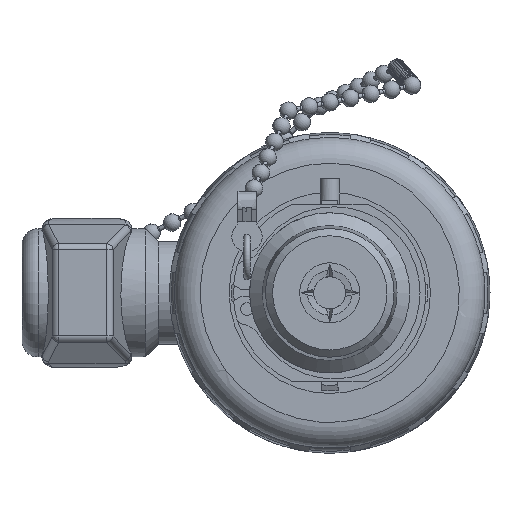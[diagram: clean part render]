
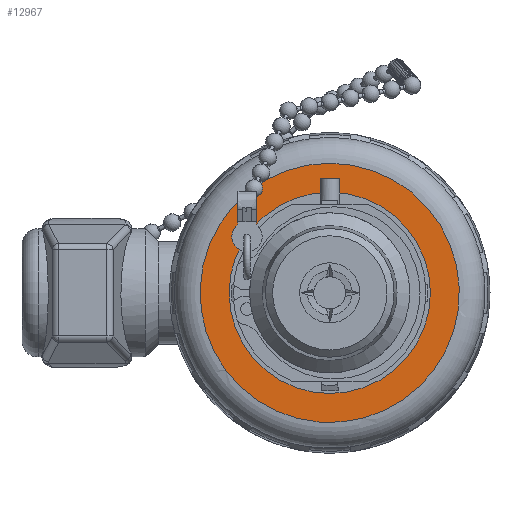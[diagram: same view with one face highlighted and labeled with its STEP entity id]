
A CAD part, left-side view. The second image highlights one B-rep face of the part: STEP entity #12967.
In plain terms, the highlighted planar face has unit normal (-1, 0, 0).
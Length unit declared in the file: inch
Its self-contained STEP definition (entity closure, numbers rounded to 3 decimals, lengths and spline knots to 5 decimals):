
#10763=CARTESIAN_POINT('',(-1.415,0.,0.785));
#10764=VERTEX_POINT('',#10763);
#10765=CARTESIAN_POINT('',(-1.415,0.,0.));
#10766=DIRECTION('',(-1.0,0.0,0.0));
#10767=DIRECTION('',(0.0,0.0,1.0));
#10768=AXIS2_PLACEMENT_3D('',#10765,#10766,#10767);
#10769=CIRCLE('',#10768,0.785);
#10770=EDGE_CURVE('',#10764,#10764,#10769,.T.);
#12948=CARTESIAN_POINT('',(-1.415,0.,0.998));
#12949=DIRECTION('',(-1.0,0.0,0.0));
#12950=DIRECTION('',(0.0,1.0,0.0));
#12951=AXIS2_PLACEMENT_3D('',#12948,#12949,#12950);
#12952=PLANE('',#12951);
#12953=CARTESIAN_POINT('',(-1.415,0.,1.011));
#12954=VERTEX_POINT('',#12953);
#12955=CARTESIAN_POINT('',(-1.415,0.,0.));
#12956=DIRECTION('',(1.0,0.0,0.0));
#12957=DIRECTION('',(0.0,0.0,-1.0));
#12958=AXIS2_PLACEMENT_3D('',#12955,#12956,#12957);
#12959=CIRCLE('',#12958,1.011);
#12960=EDGE_CURVE('',#12954,#12954,#12959,.T.);
#12961=ORIENTED_EDGE('',*,*,#12960,.F.);
#12962=EDGE_LOOP('',(#12961));
#12963=FACE_OUTER_BOUND('',#12962,.T.);
#12964=ORIENTED_EDGE('',*,*,#10770,.F.);
#12965=EDGE_LOOP('',(#12964));
#12966=FACE_BOUND('',#12965,.T.);
#12967=ADVANCED_FACE('',(#12963,#12966),#12952,.T.);
